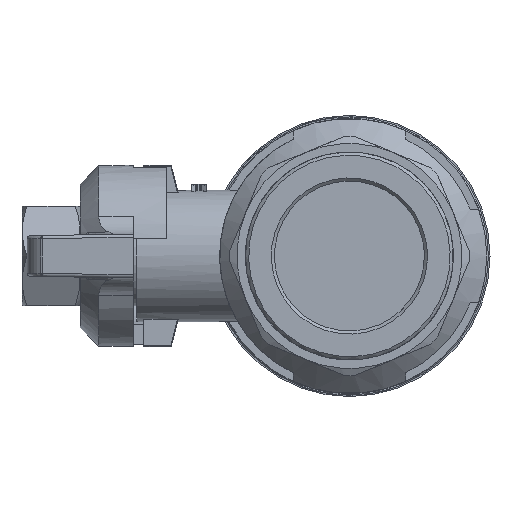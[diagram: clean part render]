
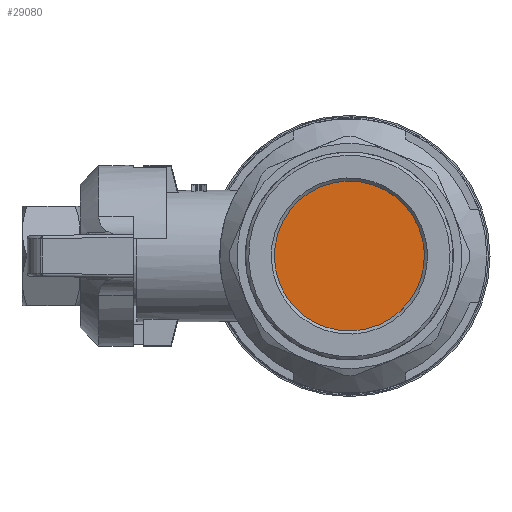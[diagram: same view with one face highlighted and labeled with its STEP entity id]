
A CAD part, left-side view. The second image highlights one B-rep face of the part: STEP entity #29080.
In plain terms, the highlighted face is planar.
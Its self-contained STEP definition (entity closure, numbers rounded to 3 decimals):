
#5057=PLANE('',#31925);
#9558=ORIENTED_EDGE('',*,*,#14755,.F.);
#9559=ORIENTED_EDGE('',*,*,#14756,.T.);
#14755=EDGE_CURVE('',#17369,#17369,#17924,.T.);
#14756=EDGE_CURVE('',#17370,#17370,#17925,.T.);
#17369=VERTEX_POINT('',#47124);
#17370=VERTEX_POINT('',#47126);
#17924=CIRCLE('',#31926,16.63);
#17925=CIRCLE('',#31927,16.625);
#18857=EDGE_LOOP('',(#9558));
#18858=EDGE_LOOP('',(#9559));
#20236=FACE_BOUND('',#18857,.T.);
#20237=FACE_BOUND('',#18858,.T.);
#29080=ADVANCED_FACE('',(#20236,#20237),#5057,.F.);
#31925=AXIS2_PLACEMENT_3D('',#47122,#38346,#38347);
#31926=AXIS2_PLACEMENT_3D('',#47123,#38348,#38349);
#31927=AXIS2_PLACEMENT_3D('',#47125,#38350,#38351);
#38346=DIRECTION('',(0.,0.,-1.));
#38347=DIRECTION('',(-1.,0.,0.));
#38348=DIRECTION('',(0.,0.,-1.));
#38349=DIRECTION('',(0.,-1.,0.));
#38350=DIRECTION('',(0.,0.,-1.));
#38351=DIRECTION('',(-0.707,0.707,0.));
#47122=CARTESIAN_POINT('',(10.,0.,38.136));
#47123=CARTESIAN_POINT('',(10.,0.,38.136));
#47124=CARTESIAN_POINT('',(10.,-16.63,38.136));
#47125=CARTESIAN_POINT('',(10.,0.,38.136));
#47126=CARTESIAN_POINT('',(-1.755,11.755,38.136));
